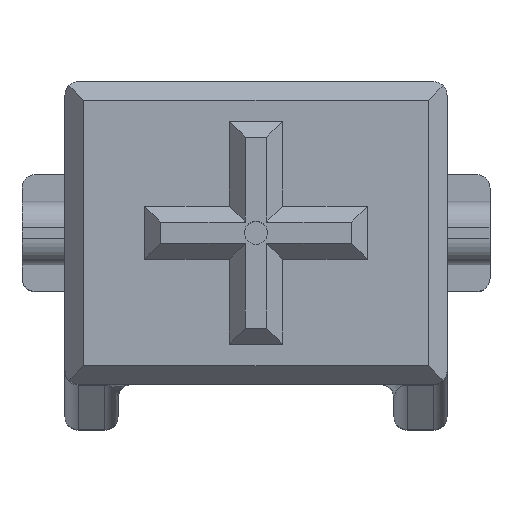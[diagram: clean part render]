
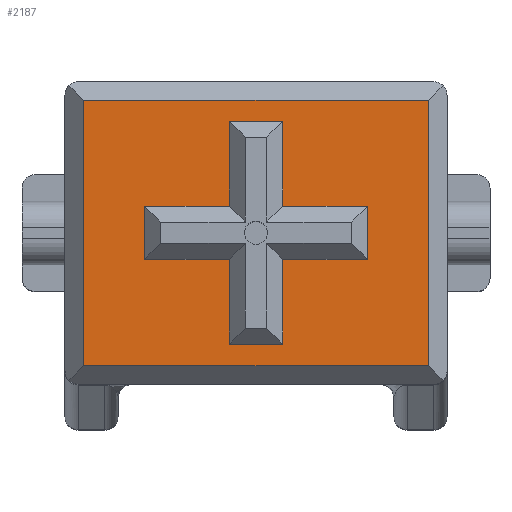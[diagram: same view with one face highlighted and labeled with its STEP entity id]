
A CAD part, top view. The second image highlights one B-rep face of the part: STEP entity #2187.
In plain terms, the highlighted planar face has unit normal (0, 0, 1).
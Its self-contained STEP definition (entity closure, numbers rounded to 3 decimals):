
#19=FACE_BOUND('',#385,.T.);
#91=PLANE('',#2409);
#256=FACE_OUTER_BOUND('',#384,.T.);
#384=EDGE_LOOP('',(#1865,#1866,#1867,#1868));
#385=EDGE_LOOP('',(#1869,#1870,#1871,#1872,#1873,#1874,#1875,#1876,#1877,
#1878,#1879,#1880));
#534=LINE('',#3517,#767);
#560=LINE('',#3595,#793);
#562=LINE('',#3598,#795);
#576=LINE('',#3655,#809);
#582=LINE('',#3667,#815);
#583=LINE('',#3669,#816);
#584=LINE('',#3671,#817);
#585=LINE('',#3673,#818);
#586=LINE('',#3675,#819);
#587=LINE('',#3677,#820);
#588=LINE('',#3679,#821);
#589=LINE('',#3681,#822);
#590=LINE('',#3683,#823);
#591=LINE('',#3685,#824);
#592=LINE('',#3687,#825);
#593=LINE('',#3688,#826);
#767=VECTOR('',#2755,10.);
#793=VECTOR('',#2835,10.);
#795=VECTOR('',#2839,10.);
#809=VECTOR('',#2921,10.);
#815=VECTOR('',#2931,10.);
#816=VECTOR('',#2932,10.);
#817=VECTOR('',#2933,10.);
#818=VECTOR('',#2934,10.);
#819=VECTOR('',#2935,10.);
#820=VECTOR('',#2936,10.);
#821=VECTOR('',#2937,10.);
#822=VECTOR('',#2938,10.);
#823=VECTOR('',#2939,10.);
#824=VECTOR('',#2940,10.);
#825=VECTOR('',#2941,10.);
#826=VECTOR('',#2942,10.);
#1067=VERTEX_POINT('',#3514);
#1068=VERTEX_POINT('',#3516);
#1092=VERTEX_POINT('',#3592);
#1093=VERTEX_POINT('',#3594);
#1105=VERTEX_POINT('',#3665);
#1106=VERTEX_POINT('',#3666);
#1107=VERTEX_POINT('',#3668);
#1108=VERTEX_POINT('',#3670);
#1109=VERTEX_POINT('',#3672);
#1110=VERTEX_POINT('',#3674);
#1111=VERTEX_POINT('',#3676);
#1112=VERTEX_POINT('',#3678);
#1113=VERTEX_POINT('',#3680);
#1114=VERTEX_POINT('',#3682);
#1115=VERTEX_POINT('',#3684);
#1116=VERTEX_POINT('',#3686);
#1303=EDGE_CURVE('',#1067,#1068,#534,.T.);
#1344=EDGE_CURVE('',#1092,#1093,#560,.T.);
#1346=EDGE_CURVE('',#1068,#1092,#562,.T.);
#1375=EDGE_CURVE('',#1093,#1067,#576,.T.);
#1381=EDGE_CURVE('',#1105,#1106,#582,.T.);
#1382=EDGE_CURVE('',#1106,#1107,#583,.T.);
#1383=EDGE_CURVE('',#1107,#1108,#584,.T.);
#1384=EDGE_CURVE('',#1108,#1109,#585,.T.);
#1385=EDGE_CURVE('',#1109,#1110,#586,.T.);
#1386=EDGE_CURVE('',#1110,#1111,#587,.T.);
#1387=EDGE_CURVE('',#1111,#1112,#588,.T.);
#1388=EDGE_CURVE('',#1112,#1113,#589,.T.);
#1389=EDGE_CURVE('',#1113,#1114,#590,.T.);
#1390=EDGE_CURVE('',#1114,#1115,#591,.T.);
#1391=EDGE_CURVE('',#1115,#1116,#592,.T.);
#1392=EDGE_CURVE('',#1116,#1105,#593,.T.);
#1865=ORIENTED_EDGE('',*,*,#1346,.F.);
#1866=ORIENTED_EDGE('',*,*,#1303,.F.);
#1867=ORIENTED_EDGE('',*,*,#1375,.F.);
#1868=ORIENTED_EDGE('',*,*,#1344,.F.);
#1869=ORIENTED_EDGE('',*,*,#1381,.T.);
#1870=ORIENTED_EDGE('',*,*,#1382,.T.);
#1871=ORIENTED_EDGE('',*,*,#1383,.T.);
#1872=ORIENTED_EDGE('',*,*,#1384,.T.);
#1873=ORIENTED_EDGE('',*,*,#1385,.T.);
#1874=ORIENTED_EDGE('',*,*,#1386,.T.);
#1875=ORIENTED_EDGE('',*,*,#1387,.T.);
#1876=ORIENTED_EDGE('',*,*,#1388,.T.);
#1877=ORIENTED_EDGE('',*,*,#1389,.T.);
#1878=ORIENTED_EDGE('',*,*,#1390,.T.);
#1879=ORIENTED_EDGE('',*,*,#1391,.T.);
#1880=ORIENTED_EDGE('',*,*,#1392,.T.);
#2187=ADVANCED_FACE('',(#256,#19),#91,.T.);
#2409=AXIS2_PLACEMENT_3D('',#3664,#2929,#2930);
#2755=DIRECTION('',(1.,0.,0.));
#2835=DIRECTION('',(-1.,0.,0.));
#2839=DIRECTION('',(0.,-1.,0.));
#2921=DIRECTION('',(0.,1.,0.));
#2929=DIRECTION('center_axis',(0.,0.,1.));
#2930=DIRECTION('ref_axis',(1.,0.,0.));
#2931=DIRECTION('',(0.,-1.,0.));
#2932=DIRECTION('',(-1.,0.,0.));
#2933=DIRECTION('',(0.,-1.,0.));
#2934=DIRECTION('',(-1.,0.,0.));
#2935=DIRECTION('',(0.,1.,0.));
#2936=DIRECTION('',(-1.,0.,0.));
#2937=DIRECTION('',(0.,1.,0.));
#2938=DIRECTION('',(1.,0.,0.));
#2939=DIRECTION('',(0.,1.,0.));
#2940=DIRECTION('',(1.,0.,0.));
#2941=DIRECTION('',(0.,-1.,0.));
#2942=DIRECTION('',(1.,0.,0.));
#3514=CARTESIAN_POINT('',(0.35,5.35,6.3));
#3516=CARTESIAN_POINT('',(6.85,5.35,6.3));
#3517=CARTESIAN_POINT('',(5.4,5.35,6.3));
#3592=CARTESIAN_POINT('',(6.85,0.35,6.3));
#3594=CARTESIAN_POINT('',(0.35,0.35,6.3));
#3595=CARTESIAN_POINT('',(1.8,0.35,6.3));
#3598=CARTESIAN_POINT('',(6.85,1.425,6.3));
#3655=CARTESIAN_POINT('',(0.35,4.275,6.3));
#3664=CARTESIAN_POINT('Origin',(3.6,2.85,6.3));
#3665=CARTESIAN_POINT('',(5.7,3.35,6.3));
#3666=CARTESIAN_POINT('',(5.7,2.35,6.3));
#3667=CARTESIAN_POINT('',(5.7,2.6,6.3));
#3668=CARTESIAN_POINT('',(4.1,2.35,6.3));
#3669=CARTESIAN_POINT('',(3.85,2.35,6.3));
#3670=CARTESIAN_POINT('',(4.1,0.75,6.3));
#3671=CARTESIAN_POINT('',(4.1,1.8,6.3));
#3672=CARTESIAN_POINT('',(3.1,0.75,6.3));
#3673=CARTESIAN_POINT('',(3.35,0.75,6.3));
#3674=CARTESIAN_POINT('',(3.1,2.35,6.3));
#3675=CARTESIAN_POINT('',(3.1,2.6,6.3));
#3676=CARTESIAN_POINT('',(1.5,2.35,6.3));
#3677=CARTESIAN_POINT('',(2.55,2.35,6.3));
#3678=CARTESIAN_POINT('',(1.5,3.35,6.3));
#3679=CARTESIAN_POINT('',(1.5,3.1,6.3));
#3680=CARTESIAN_POINT('',(3.1,3.35,6.3));
#3681=CARTESIAN_POINT('',(3.35,3.35,6.3));
#3682=CARTESIAN_POINT('',(3.1,4.95,6.3));
#3683=CARTESIAN_POINT('',(3.1,3.9,6.3));
#3684=CARTESIAN_POINT('',(4.1,4.95,6.3));
#3685=CARTESIAN_POINT('',(3.85,4.95,6.3));
#3686=CARTESIAN_POINT('',(4.1,3.35,6.3));
#3687=CARTESIAN_POINT('',(4.1,3.1,6.3));
#3688=CARTESIAN_POINT('',(4.65,3.35,6.3));
